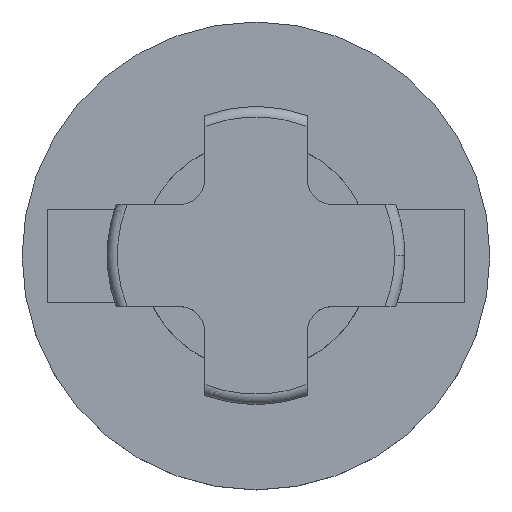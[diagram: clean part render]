
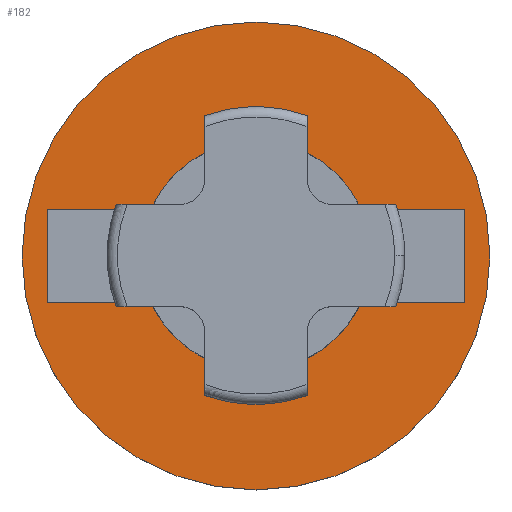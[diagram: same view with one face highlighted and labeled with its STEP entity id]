
A CAD part, top view. The second image highlights one B-rep face of the part: STEP entity #182.
In plain terms, the highlighted planar face has unit normal (0, 0, 1).
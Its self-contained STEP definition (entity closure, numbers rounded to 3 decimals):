
#156=FACE_BOUND('',#365,.T.);
#157=FACE_BOUND('',#366,.T.);
#158=FACE_BOUND('',#367,.T.);
#159=FACE_BOUND('',#368,.T.);
#182=ADVANCED_FACE('',(#156,#157,#158,#159),#254,.F.);
#254=PLANE('',#1308);
#365=EDGE_LOOP('',(#650));
#366=EDGE_LOOP('',(#651));
#367=EDGE_LOOP('',(#652,#653,#654,#655));
#368=EDGE_LOOP('',(#656,#657,#658,#659));
#452=LINE('',#1820,#544);
#453=LINE('',#1823,#545);
#454=LINE('',#1825,#546);
#455=LINE('',#1827,#547);
#456=LINE('',#1828,#548);
#457=LINE('',#1831,#549);
#458=LINE('',#1833,#550);
#459=LINE('',#1835,#551);
#544=VECTOR('',#1468,1.);
#545=VECTOR('',#1469,1.);
#546=VECTOR('',#1470,1.);
#547=VECTOR('',#1471,1.);
#548=VECTOR('',#1472,1.);
#549=VECTOR('',#1473,1.);
#550=VECTOR('',#1474,1.);
#551=VECTOR('',#1475,1.);
#650=ORIENTED_EDGE('',*,*,#1086,.F.);
#651=ORIENTED_EDGE('',*,*,#1087,.F.);
#652=ORIENTED_EDGE('',*,*,#1088,.F.);
#653=ORIENTED_EDGE('',*,*,#1089,.F.);
#654=ORIENTED_EDGE('',*,*,#1090,.F.);
#655=ORIENTED_EDGE('',*,*,#1091,.F.);
#656=ORIENTED_EDGE('',*,*,#1092,.F.);
#657=ORIENTED_EDGE('',*,*,#1093,.F.);
#658=ORIENTED_EDGE('',*,*,#1094,.F.);
#659=ORIENTED_EDGE('',*,*,#1095,.F.);
#978=VERTEX_POINT('',#1816);
#979=VERTEX_POINT('',#1819);
#980=VERTEX_POINT('',#1821);
#981=VERTEX_POINT('',#1822);
#982=VERTEX_POINT('',#1824);
#983=VERTEX_POINT('',#1826);
#984=VERTEX_POINT('',#1829);
#985=VERTEX_POINT('',#1830);
#986=VERTEX_POINT('',#1832);
#987=VERTEX_POINT('',#1834);
#1086=EDGE_CURVE('',#978,#978,#1243,.T.);
#1087=EDGE_CURVE('',#979,#979,#1244,.T.);
#1088=EDGE_CURVE('',#980,#981,#452,.T.);
#1089=EDGE_CURVE('',#982,#980,#453,.T.);
#1090=EDGE_CURVE('',#983,#982,#454,.T.);
#1091=EDGE_CURVE('',#981,#983,#455,.T.);
#1092=EDGE_CURVE('',#984,#985,#456,.T.);
#1093=EDGE_CURVE('',#986,#984,#457,.T.);
#1094=EDGE_CURVE('',#987,#986,#458,.T.);
#1095=EDGE_CURVE('',#985,#987,#459,.T.);
#1243=CIRCLE('',#1305,27.5);
#1244=CIRCLE('',#1307,13.5);
#1305=AXIS2_PLACEMENT_3D('',#1815,#1462,#1463);
#1307=AXIS2_PLACEMENT_3D('',#1818,#1466,#1467);
#1308=AXIS2_PLACEMENT_3D('',#1836,#1476,#1477);
#1462=DIRECTION('',(0.,0.,-1.));
#1463=DIRECTION('',(-1.,0.,0.));
#1466=DIRECTION('',(0.,0.,1.));
#1467=DIRECTION('',(1.,0.,0.));
#1468=DIRECTION('',(0.,1.,0.));
#1469=DIRECTION('',(1.,0.,0.));
#1470=DIRECTION('',(0.,-1.,0.));
#1471=DIRECTION('',(-1.,0.,0.));
#1472=DIRECTION('',(0.,1.,0.));
#1473=DIRECTION('',(1.,0.,0.));
#1474=DIRECTION('',(0.,-1.,0.));
#1475=DIRECTION('',(-1.,0.,0.));
#1476=DIRECTION('',(0.,0.,-1.));
#1477=DIRECTION('',(1.,0.,0.));
#1815=CARTESIAN_POINT('',(0.,0.,14.));
#1816=CARTESIAN_POINT('',(-27.5,0.,14.));
#1818=CARTESIAN_POINT('',(0.,0.,14.));
#1819=CARTESIAN_POINT('',(13.5,0.,14.));
#1820=CARTESIAN_POINT('',(-14.5,-5.5,14.));
#1821=CARTESIAN_POINT('',(-14.5,-5.5,14.));
#1822=CARTESIAN_POINT('',(-14.5,5.5,14.));
#1823=CARTESIAN_POINT('',(-24.5,-5.5,14.));
#1824=CARTESIAN_POINT('',(-24.5,-5.5,14.));
#1825=CARTESIAN_POINT('',(-24.5,5.5,14.));
#1826=CARTESIAN_POINT('',(-24.5,5.5,14.));
#1827=CARTESIAN_POINT('',(-24.5,5.5,14.));
#1828=CARTESIAN_POINT('',(24.5,-5.5,14.));
#1829=CARTESIAN_POINT('',(24.5,-5.5,14.));
#1830=CARTESIAN_POINT('',(24.5,5.5,14.));
#1831=CARTESIAN_POINT('',(14.5,-5.5,14.));
#1832=CARTESIAN_POINT('',(14.5,-5.5,14.));
#1833=CARTESIAN_POINT('',(14.5,5.5,14.));
#1834=CARTESIAN_POINT('',(14.5,5.5,14.));
#1835=CARTESIAN_POINT('',(14.5,5.5,14.));
#1836=CARTESIAN_POINT('',(0.,27.5,14.));
